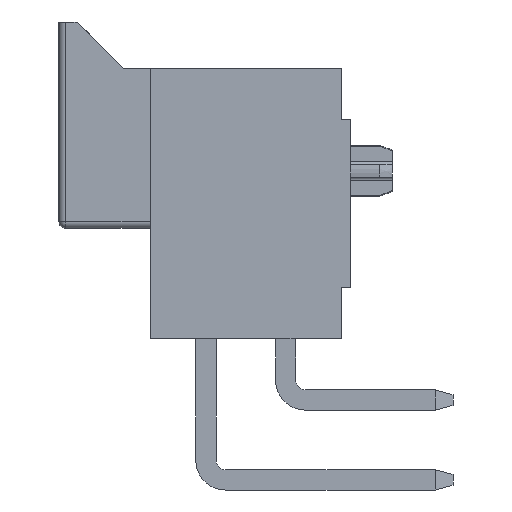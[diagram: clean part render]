
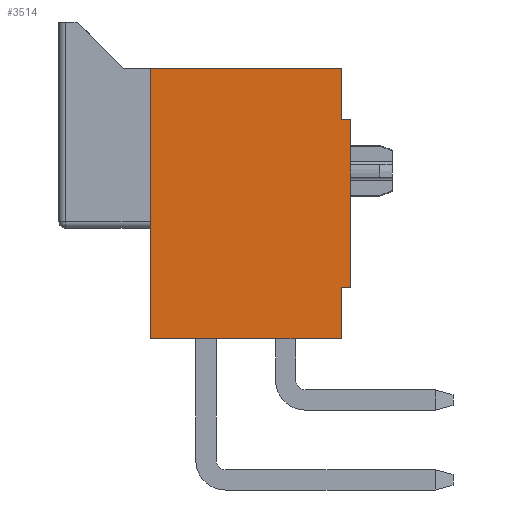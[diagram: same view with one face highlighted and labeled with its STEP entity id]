
A CAD part, left-side view. The second image highlights one B-rep face of the part: STEP entity #3514.
In plain terms, the highlighted planar face has unit normal (-1, 0, 0).
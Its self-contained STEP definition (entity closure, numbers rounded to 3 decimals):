
#1=DIRECTION('',(0.,0.,1.));
#2=VECTOR('',#1,1.6);
#3=CARTESIAN_POINT('',(-4.22,-2.99,-4.23));
#4=LINE('',#3,#2);
#17=DIRECTION('',(0.,0.,1.));
#18=VECTOR('',#17,1.6);
#19=CARTESIAN_POINT('',(-4.22,-2.99,2.63));
#20=LINE('',#19,#18);
#193=DIRECTION('',(0.,-1.,0.));
#194=VECTOR('',#193,0.3);
#195=CARTESIAN_POINT('',(-4.22,-2.99,2.63));
#196=LINE('',#195,#194);
#197=DIRECTION('',(0.,1.,0.));
#198=VECTOR('',#197,5.98);
#199=CARTESIAN_POINT('',(-4.22,-2.99,-4.23));
#200=LINE('',#199,#198);
#209=DIRECTION('',(0.,-1.,0.));
#210=VECTOR('',#209,0.3);
#211=CARTESIAN_POINT('',(-4.22,-2.99,-2.63));
#212=LINE('',#211,#210);
#229=DIRECTION('',(0.,0.,-1.));
#230=VECTOR('',#229,5.26);
#231=CARTESIAN_POINT('',(-4.22,-3.29,2.63));
#232=LINE('',#231,#230);
#365=DIRECTION('',(0.,1.,0.));
#366=VECTOR('',#365,5.98);
#367=CARTESIAN_POINT('',(-4.22,-2.99,4.23));
#368=LINE('',#367,#366);
#697=DIRECTION('',(0.,0.,1.));
#698=VECTOR('',#697,8.46);
#699=CARTESIAN_POINT('',(-4.22,2.99,-4.23));
#700=LINE('',#699,#698);
#2625=CARTESIAN_POINT('',(-4.22,-2.99,4.23));
#2627=VERTEX_POINT('',#2625);
#2630=CARTESIAN_POINT('',(-4.22,-2.99,-4.23));
#2632=VERTEX_POINT('',#2630);
#2633=CARTESIAN_POINT('',(-4.22,2.99,-4.23));
#2634=CARTESIAN_POINT('',(-4.22,2.99,4.23));
#2635=VERTEX_POINT('',#2633);
#2636=VERTEX_POINT('',#2634);
#2662=CARTESIAN_POINT('',(-4.22,-3.29,2.63));
#2664=VERTEX_POINT('',#2662);
#2667=CARTESIAN_POINT('',(-4.22,-3.29,-2.63));
#2668=VERTEX_POINT('',#2667);
#2669=CARTESIAN_POINT('',(-4.22,-2.99,-2.63));
#2670=VERTEX_POINT('',#2669);
#2929=CARTESIAN_POINT('',(-4.22,-2.99,2.63));
#2930=VERTEX_POINT('',#2929);
#3493=CARTESIAN_POINT('',(-4.22,-2.99,-4.23));
#3494=DIRECTION('',(-1.,0.,0.));
#3495=DIRECTION('',(0.,0.,1.));
#3496=AXIS2_PLACEMENT_3D('',#3493,#3494,#3495);
#3497=PLANE('',#3496);
#3498=ORIENTED_EDGE('',*,*,#3406,.F.);
#3500=ORIENTED_EDGE('',*,*,#3499,.T.);
#3502=ORIENTED_EDGE('',*,*,#3501,.T.);
#3504=ORIENTED_EDGE('',*,*,#3503,.F.);
#3505=ORIENTED_EDGE('',*,*,#3398,.F.);
#3507=ORIENTED_EDGE('',*,*,#3506,.T.);
#3509=ORIENTED_EDGE('',*,*,#3508,.T.);
#3511=ORIENTED_EDGE('',*,*,#3510,.F.);
#3512=EDGE_LOOP('',(#3498,#3500,#3502,#3504,#3505,#3507,#3509,#3511));
#3513=FACE_OUTER_BOUND('',#3512,.F.);
#3514=ADVANCED_FACE('',(#3513),#3497,.T.);
#3398=EDGE_CURVE('',#2632,#2670,#4,.T.);
#3406=EDGE_CURVE('',#2930,#2627,#20,.T.);
#3499=EDGE_CURVE('',#2930,#2664,#196,.T.);
#3501=EDGE_CURVE('',#2664,#2668,#232,.T.);
#3503=EDGE_CURVE('',#2670,#2668,#212,.T.);
#3506=EDGE_CURVE('',#2632,#2635,#200,.T.);
#3508=EDGE_CURVE('',#2635,#2636,#700,.T.);
#3510=EDGE_CURVE('',#2627,#2636,#368,.T.);
